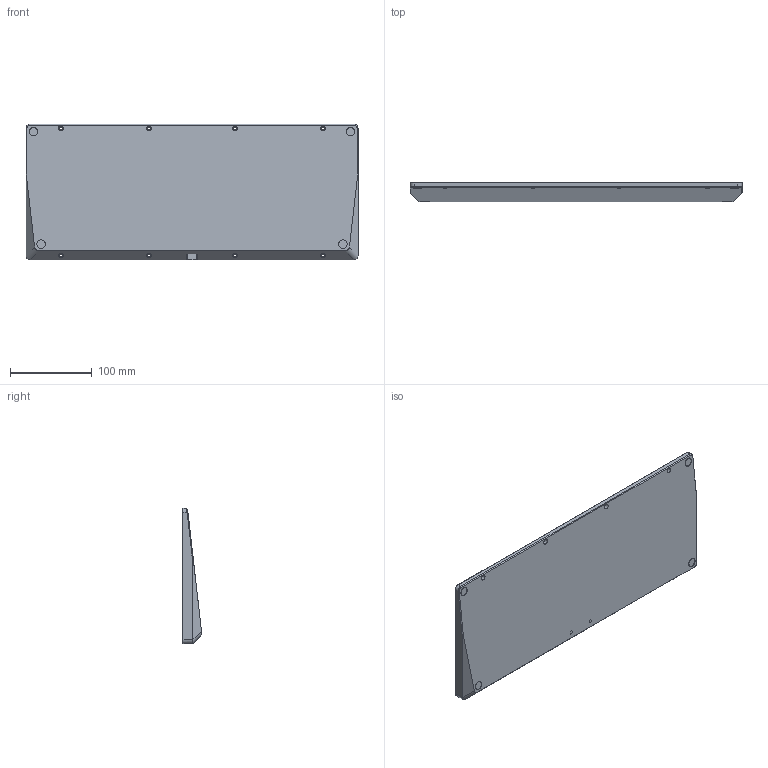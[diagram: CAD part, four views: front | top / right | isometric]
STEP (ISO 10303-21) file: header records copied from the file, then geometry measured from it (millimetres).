
FILE_DESCRIPTION(/* description */ (''),/* implementation_level */ '2;1');
FILE_NAME(/* name */ '6 grad ohne Karte S1.step',/* time_stamp */ '2023-11-27T17:01:42+01:00',/* author */ (''),/* organization */ (''),/* preprocessor_version */ 'ST-DEVELOPER v20',/* originating_system */ 'Autodesk Translation Framework v12.14.0.127',/* authorisation */ '');
FILE_SCHEMA (('AUTOMOTIVE_DESIGN { 1 0 10303 214 3 1 1 }'));
Length unit declared in the file: millimetre
Products named in the file (1): ohne Karte
Bounding box: 405 x 24.05 x 165 mm (x, y, z)
Volume: 228614.6 mm3; surface area: 163290.7 mm2
Topology: 1 solids, 1 shells, 162 faces, 391 edges, 250 vertices
Faces by surface type: plane 84, cylinder 56, cone 18, bspline 4
Full cylindrical faces by diameter (mm): 3.4 x8, 4 x2, 6 x8, 7.2 x2, 10.5 x4
Entity records: 4874 total; most frequent: CARTESIAN_POINT 958, DIRECTION 819, ORIENTED_EDGE 782, EDGE_CURVE 391, AXIS2_PLACEMENT_3D 287, VERTEX_POINT 250, LINE 245, VECTOR 245
